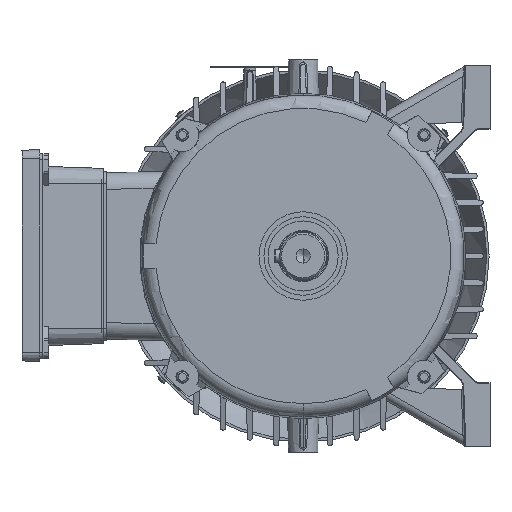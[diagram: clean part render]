
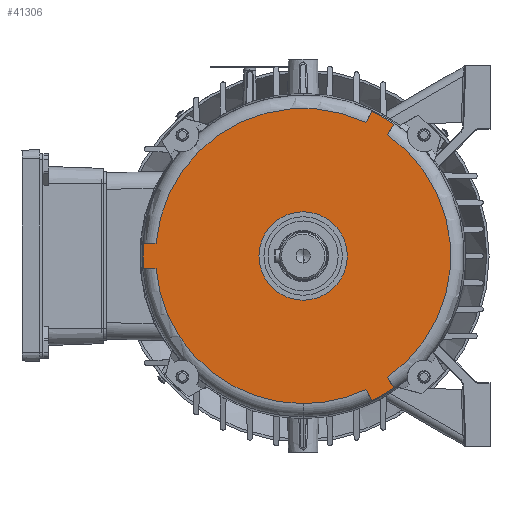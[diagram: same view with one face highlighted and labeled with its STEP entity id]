
A CAD part, left-side view. The second image highlights one B-rep face of the part: STEP entity #41306.
In plain terms, the highlighted planar face has unit normal (-1, 0, 0).
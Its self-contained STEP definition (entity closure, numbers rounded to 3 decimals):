
#1035 = EDGE_CURVE ( 'NONE', #9054, #80814, #4748, .T. ) ;
#1036 = CARTESIAN_POINT ( 'NONE',  ( 4., 0., 0. ) ) ;
#1789 = CARTESIAN_POINT ( 'NONE',  ( 4., 0., 0. ) ) ;
#1988 = LINE ( 'NONE', #52490, #113033 ) ;
#2767 = DIRECTION ( 'NONE',  ( 0., 0.5, -0.866 ) ) ;
#3369 = VERTEX_POINT ( 'NONE', #113186 ) ;
#3722 = VERTEX_POINT ( 'NONE', #96813 ) ;
#4748 = CIRCLE ( 'NONE', #9255, 88.5 ) ;
#6501 = VECTOR ( 'NONE', #23009, 1000. ) ;
#7740 = EDGE_LOOP ( 'NONE', ( #56987, #111708 ) ) ;
#8150 = FACE_OUTER_BOUND ( 'NONE', #67102, .T. ) ;
#9054 = VERTEX_POINT ( 'NONE', #41134 ) ;
#9096 = CIRCLE ( 'NONE', #43443, 95.923 ) ;
#9255 = AXIS2_PLACEMENT_3D ( 'NONE', #104199, #127164, #70489 ) ;
#12226 = CARTESIAN_POINT ( 'NONE',  ( 4., 33.505, -73.032 ) ) ;
#12809 = CARTESIAN_POINT ( 'NONE',  ( 4., 50.586, 72.618 ) ) ;
#12823 = DIRECTION ( 'NONE',  ( 0., 1., 0. ) ) ;
#12912 = EDGE_CURVE ( 'NONE', #136867, #35406, #93089, .T. ) ;
#13701 = CARTESIAN_POINT ( 'NONE',  ( 4., 54.31, 79.067 ) ) ;
#13922 = VERTEX_POINT ( 'NONE', #96671 ) ;
#14234 = LINE ( 'NONE', #45154, #27769 ) ;
#16069 = AXIS2_PLACEMENT_3D ( 'NONE', #78173, #133474, #90350 ) ;
#18314 = CIRCLE ( 'NONE', #16069, 95.923 ) ;
#18322 = CARTESIAN_POINT ( 'NONE',  ( 4., 41.319, 86.567 ) ) ;
#19617 = EDGE_CURVE ( 'NONE', #86277, #87687, #46569, .T. ) ;
#23009 = DIRECTION ( 'NONE',  ( 0., -0.5, 0.866 ) ) ;
#24459 = CARTESIAN_POINT ( 'NONE',  ( 4., -95.629, -7.5 ) ) ;
#24469 = EDGE_CURVE ( 'NONE', #80814, #61945, #1988, .T. ) ;
#24742 = DIRECTION ( 'NONE',  ( 0., 0., 1. ) ) ;
#27769 = VECTOR ( 'NONE', #2767, 1000. ) ;
#29110 = VERTEX_POINT ( 'NONE', #69146 ) ;
#30409 = FACE_BOUND ( 'NONE', #7740, .T. ) ;
#30605 = AXIS2_PLACEMENT_3D ( 'NONE', #1036, #46943, #44835 ) ;
#30955 = ORIENTED_EDGE ( 'NONE', *, *, #74818, .T. ) ;
#31763 = CARTESIAN_POINT ( 'NONE',  ( 4., -88.182, 7.5 ) ) ;
#34424 = LINE ( 'NONE', #63884, #75139 ) ;
#35406 = VERTEX_POINT ( 'NONE', #12809 ) ;
#35475 = EDGE_CURVE ( 'NONE', #3369, #133174, #14234, .T. ) ;
#36071 = VECTOR ( 'NONE', #52169, 1000. ) ;
#37941 = CIRCLE ( 'NONE', #81487, 26.5 ) ;
#39490 = VERTEX_POINT ( 'NONE', #118131 ) ;
#39958 = EDGE_CURVE ( 'NONE', #35406, #3369, #51230, .T. ) ;
#40725 = AXIS2_PLACEMENT_3D ( 'NONE', #87477, #130549, #97495 ) ;
#41134 = CARTESIAN_POINT ( 'NONE',  ( 4., 0., 88.5 ) ) ;
#41177 = CARTESIAN_POINT ( 'NONE',  ( 4., 26.5, 0. ) ) ;
#41306 = ADVANCED_FACE ( 'NONE', ( #30409, #8150 ), #139561, .F. ) ;
#41729 = ORIENTED_EDGE ( 'NONE', *, *, #74549, .T. ) ;
#42889 = AXIS2_PLACEMENT_3D ( 'NONE', #41177, #130196, #62004 ) ;
#43443 = AXIS2_PLACEMENT_3D ( 'NONE', #67994, #131932, #101708 ) ;
#44835 = DIRECTION ( 'NONE',  ( 0., 0., -1. ) ) ;
#45154 = CARTESIAN_POINT ( 'NONE',  ( 4., 46.495, -65.532 ) ) ;
#45583 = DIRECTION ( 'NONE',  ( -1., 0., 0. ) ) ;
#46569 = LINE ( 'NONE', #111885, #98819 ) ;
#46943 = DIRECTION ( 'NONE',  ( -1., 0., 0. ) ) ;
#51230 = CIRCLE ( 'NONE', #136009, 88.5 ) ;
#52169 = DIRECTION ( 'NONE',  ( 0., -0.5, -0.866 ) ) ;
#52490 = CARTESIAN_POINT ( 'NONE',  ( 4., 33.505, 73.032 ) ) ;
#53839 = DIRECTION ( 'NONE',  ( 0., -1., 0. ) ) ;
#54251 = ORIENTED_EDGE ( 'NONE', *, *, #138734, .T. ) ;
#55077 = ORIENTED_EDGE ( 'NONE', *, *, #115479, .T. ) ;
#56987 = ORIENTED_EDGE ( 'NONE', *, *, #101828, .F. ) ;
#59721 = VERTEX_POINT ( 'NONE', #79297 ) ;
#60618 = ORIENTED_EDGE ( 'NONE', *, *, #12912, .T. ) ;
#60619 = ORIENTED_EDGE ( 'NONE', *, *, #24469, .T. ) ;
#61567 = AXIS2_PLACEMENT_3D ( 'NONE', #1789, #45583, #89365 ) ;
#61945 = VERTEX_POINT ( 'NONE', #18322 ) ;
#62004 = DIRECTION ( 'NONE',  ( 0., 0., -1. ) ) ;
#63884 = CARTESIAN_POINT ( 'NONE',  ( 4., -80., -7.5 ) ) ;
#66496 = DIRECTION ( 'NONE',  ( -1., 0., 0. ) ) ;
#66982 = DIRECTION ( 'NONE',  ( -1., 0., 0. ) ) ;
#67102 = EDGE_LOOP ( 'NONE', ( #138329, #55077, #41729, #30955, #136717, #132856, #67792, #54251, #107321, #60619, #114250, #60618, #100384 ) ) ;
#67792 = ORIENTED_EDGE ( 'NONE', *, *, #19617, .T. ) ;
#67994 = CARTESIAN_POINT ( 'NONE',  ( 4., 0., 0. ) ) ;
#69146 = CARTESIAN_POINT ( 'NONE',  ( 4., 37.596, -80.118 ) ) ;
#69777 = DIRECTION ( 'NONE',  ( 0., 0., 1. ) ) ;
#70489 = DIRECTION ( 'NONE',  ( 0., 0., 1. ) ) ;
#70961 = CARTESIAN_POINT ( 'NONE',  ( 4., 37.596, 80.118 ) ) ;
#74549 = EDGE_CURVE ( 'NONE', #3722, #29110, #109173, .T. ) ;
#74818 = EDGE_CURVE ( 'NONE', #29110, #39490, #86559, .T. ) ;
#75139 = VECTOR ( 'NONE', #53839, 1000. ) ;
#77169 = CARTESIAN_POINT ( 'NONE',  ( 4., 0., 0. ) ) ;
#78173 = CARTESIAN_POINT ( 'NONE',  ( 4., 0., 0. ) ) ;
#79297 = CARTESIAN_POINT ( 'NONE',  ( 4., 0., -26.5 ) ) ;
#80814 = VERTEX_POINT ( 'NONE', #70961 ) ;
#81487 = AXIS2_PLACEMENT_3D ( 'NONE', #121730, #66496, #133255 ) ;
#86277 = VERTEX_POINT ( 'NONE', #104446 ) ;
#86559 = CIRCLE ( 'NONE', #40725, 88.5 ) ;
#86696 = EDGE_CURVE ( 'NONE', #61945, #136867, #18314, .T. ) ;
#87477 = CARTESIAN_POINT ( 'NONE',  ( 4., 0., 0. ) ) ;
#87687 = VERTEX_POINT ( 'NONE', #31763 ) ;
#89365 = DIRECTION ( 'NONE',  ( 0., 0., 1. ) ) ;
#89606 = CIRCLE ( 'NONE', #107958, 26.5 ) ;
#89933 = CARTESIAN_POINT ( 'NONE',  ( 4., 0., 0. ) ) ;
#90350 = DIRECTION ( 'NONE',  ( 0., 0., -1. ) ) ;
#92497 = CIRCLE ( 'NONE', #30605, 95.923 ) ;
#93089 = LINE ( 'NONE', #106698, #36071 ) ;
#96139 = VERTEX_POINT ( 'NONE', #24459 ) ;
#96671 = CARTESIAN_POINT ( 'NONE',  ( 4., 0., 26.5 ) ) ;
#96813 = CARTESIAN_POINT ( 'NONE',  ( 4., 41.319, -86.567 ) ) ;
#97495 = DIRECTION ( 'NONE',  ( 0., 0., 1. ) ) ;
#98819 = VECTOR ( 'NONE', #12823, 1000. ) ;
#100384 = ORIENTED_EDGE ( 'NONE', *, *, #39958, .T. ) ;
#101104 = CARTESIAN_POINT ( 'NONE',  ( 4., 54.31, -79.067 ) ) ;
#101708 = DIRECTION ( 'NONE',  ( 0., 0., -1. ) ) ;
#101828 = EDGE_CURVE ( 'NONE', #13922, #59721, #37941, .T. ) ;
#104199 = CARTESIAN_POINT ( 'NONE',  ( 4., 0., 0. ) ) ;
#104446 = CARTESIAN_POINT ( 'NONE',  ( 4., -95.629, 7.5 ) ) ;
#106203 = EDGE_CURVE ( 'NONE', #39490, #96139, #34424, .T. ) ;
#106698 = CARTESIAN_POINT ( 'NONE',  ( 4., 46.495, 65.532 ) ) ;
#107321 = ORIENTED_EDGE ( 'NONE', *, *, #1035, .T. ) ;
#107748 = DIRECTION ( 'NONE',  ( 0., 0.5, 0.866 ) ) ;
#107958 = AXIS2_PLACEMENT_3D ( 'NONE', #77169, #111600, #24742 ) ;
#109173 = LINE ( 'NONE', #12226, #6501 ) ;
#111600 = DIRECTION ( 'NONE',  ( -1., 0., 0. ) ) ;
#111708 = ORIENTED_EDGE ( 'NONE', *, *, #116051, .F. ) ;
#111885 = CARTESIAN_POINT ( 'NONE',  ( 4., -80., 7.5 ) ) ;
#113033 = VECTOR ( 'NONE', #107748, 1000. ) ;
#113186 = CARTESIAN_POINT ( 'NONE',  ( 4., 50.586, -72.618 ) ) ;
#114250 = ORIENTED_EDGE ( 'NONE', *, *, #86696, .T. ) ;
#115479 = EDGE_CURVE ( 'NONE', #133174, #3722, #92497, .T. ) ;
#116051 = EDGE_CURVE ( 'NONE', #59721, #13922, #89606, .T. ) ;
#118131 = CARTESIAN_POINT ( 'NONE',  ( 4., -88.182, -7.5 ) ) ;
#121730 = CARTESIAN_POINT ( 'NONE',  ( 4., 0., 0. ) ) ;
#123452 = CIRCLE ( 'NONE', #61567, 88.5 ) ;
#127164 = DIRECTION ( 'NONE',  ( -1., 0., 0. ) ) ;
#130196 = DIRECTION ( 'NONE',  ( 1., 0., 0. ) ) ;
#130549 = DIRECTION ( 'NONE',  ( -1., 0., 0. ) ) ;
#131932 = DIRECTION ( 'NONE',  ( -1., 0., 0. ) ) ;
#132856 = ORIENTED_EDGE ( 'NONE', *, *, #139383, .T. ) ;
#133174 = VERTEX_POINT ( 'NONE', #101104 ) ;
#133255 = DIRECTION ( 'NONE',  ( 0., 0., 1. ) ) ;
#133474 = DIRECTION ( 'NONE',  ( -1., 0., 0. ) ) ;
#136009 = AXIS2_PLACEMENT_3D ( 'NONE', #89933, #66982, #69777 ) ;
#136717 = ORIENTED_EDGE ( 'NONE', *, *, #106203, .T. ) ;
#136867 = VERTEX_POINT ( 'NONE', #13701 ) ;
#138329 = ORIENTED_EDGE ( 'NONE', *, *, #35475, .T. ) ;
#138734 = EDGE_CURVE ( 'NONE', #87687, #9054, #123452, .T. ) ;
#139383 = EDGE_CURVE ( 'NONE', #96139, #86277, #9096, .T. ) ;
#139561 = PLANE ( 'NONE',  #42889 ) ;
